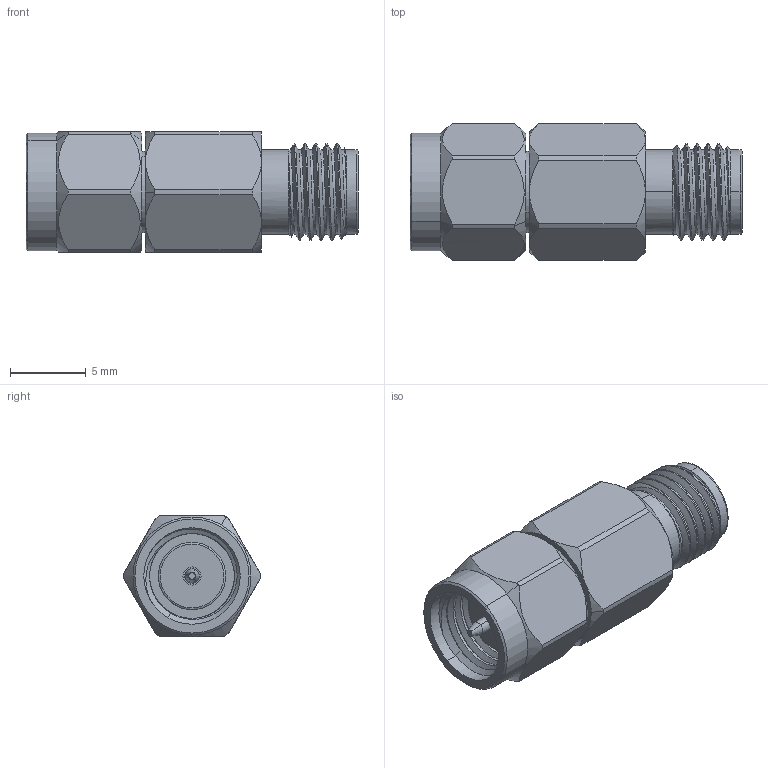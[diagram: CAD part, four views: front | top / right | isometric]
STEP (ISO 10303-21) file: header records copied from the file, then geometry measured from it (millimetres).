
FILE_DESCRIPTION (( 'STEP AP203' ), '1' );
FILE_NAME ('SA6-06.step', '2019-05-29T14:46:23', ( '' ), ( '' ), 'SwSTEP 2.0', 'SolidWorks 2018', '' );
FILE_SCHEMA (( 'CONFIG_CONTROL_DESIGN' ));
Length unit declared in the file: inch
Products named in the file (1): SA6-06
Bounding box: 21.84 x 8.99 x 7.94 mm (x, y, z)
Volume: 845.8 mm3; surface area: 942.6 mm2
Topology: 1 solids, 1 shells, 125 faces, 303 edges, 190 vertices
Faces by surface type: cylinder 58, cone 33, plane 24, bspline 8, torus 2
Entity records: 6860 total; most frequent: CARTESIAN_POINT 4062, ORIENTED_EDGE 606, DIRECTION 531, EDGE_CURVE 303, AXIS2_PLACEMENT_3D 222, VERTEX_POINT 190, EDGE_LOOP 135, FACE_OUTER_BOUND 125
